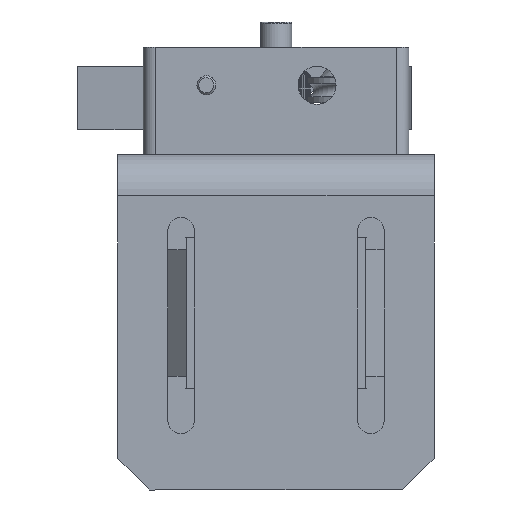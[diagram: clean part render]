
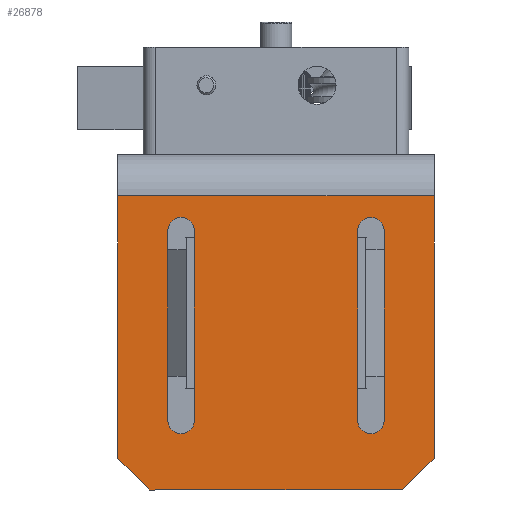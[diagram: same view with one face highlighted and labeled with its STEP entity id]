
A CAD part, front view. The second image highlights one B-rep face of the part: STEP entity #26878.
In plain terms, the highlighted face is planar.
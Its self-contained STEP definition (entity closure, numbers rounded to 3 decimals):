
#25747=CARTESIAN_POINT('Vertex',(-9.9,15.,0.)) ;
#25750=CARTESIAN_POINT('Axis2P3D Location',(-12.,15.,0.)) ;
#25754=CARTESIAN_POINT('Vertex',(-12.,17.1,0.)) ;
#25774=CARTESIAN_POINT('Line Origine',(-27.,17.1,0.)) ;
#25778=CARTESIAN_POINT('Vertex',(-42.,17.1,0.)) ;
#25945=CARTESIAN_POINT('Axis2P3D Location',(-42.,15.,0.)) ;
#25949=CARTESIAN_POINT('Vertex',(-44.1,15.,0.)) ;
#25951=CARTESIAN_POINT('Vertex',(-42.,12.9,0.)) ;
#25959=CARTESIAN_POINT('Axis2P3D Location',(-42.,15.,0.)) ;
#25982=CARTESIAN_POINT('Vertex',(-48.,25.,0.)) ;
#25985=CARTESIAN_POINT('Line Origine',(-27.25,25.,0.)) ;
#25989=CARTESIAN_POINT('Vertex',(-6.5,25.,0.)) ;
#26009=CARTESIAN_POINT('Line Origine',(-53.,0.,0.)) ;
#26013=CARTESIAN_POINT('Vertex',(-53.,20.,0.)) ;
#26015=CARTESIAN_POINT('Vertex',(-53.,-20.,0.)) ;
#26046=CARTESIAN_POINT('Vertex',(-6.5,-25.,0.)) ;
#26061=CARTESIAN_POINT('Line Origine',(-6.5,25.,0.)) ;
#26633=CARTESIAN_POINT('Vertex',(-12.,-12.9,0.)) ;
#26636=CARTESIAN_POINT('Line Origine',(-27.,-12.9,0.)) ;
#26640=CARTESIAN_POINT('Vertex',(-42.,-12.9,0.)) ;
#26660=CARTESIAN_POINT('Axis2P3D Location',(-42.,-15.,0.)) ;
#26664=CARTESIAN_POINT('Vertex',(-44.1,-15.,0.)) ;
#26666=CARTESIAN_POINT('Vertex',(-42.,-17.1,0.)) ;
#26674=CARTESIAN_POINT('Axis2P3D Location',(-42.,-15.,0.)) ;
#26693=CARTESIAN_POINT('Line Origine',(-27.,-17.1,0.)) ;
#26697=CARTESIAN_POINT('Vertex',(-12.,-17.1,0.)) ;
#26721=CARTESIAN_POINT('Vertex',(-9.9,-15.,0.)) ;
#26724=CARTESIAN_POINT('Axis2P3D Location',(-12.,-15.,0.)) ;
#26736=CARTESIAN_POINT('Axis2P3D Location',(-12.,-15.,0.)) ;
#26753=CARTESIAN_POINT('Line Origine',(-27.,12.9,0.)) ;
#26757=CARTESIAN_POINT('Vertex',(-12.,12.9,0.)) ;
#26777=CARTESIAN_POINT('Line Origine',(-50.5,22.5,0.)) ;
#26801=CARTESIAN_POINT('Line Origine',(-27.25,-25.,0.)) ;
#26805=CARTESIAN_POINT('Vertex',(-48.,-25.,0.)) ;
#26825=CARTESIAN_POINT('Line Origine',(-50.5,-22.5,0.)) ;
#26837=CARTESIAN_POINT('Axis2P3D Location',(-12.,15.,0.)) ;
#26849=CARTESIAN_POINT('Axis2P3D Location',(0.,25.,0.)) ;
#25751=DIRECTION('Axis2P3D Direction',(0.,-0.,1.)) ;
#25775=DIRECTION('Vector Direction',(-1.,0.,0.)) ;
#25946=DIRECTION('Axis2P3D Direction',(0.,-0.,1.)) ;
#25960=DIRECTION('Axis2P3D Direction',(0.,-0.,1.)) ;
#25986=DIRECTION('Vector Direction',(-1.,0.,0.)) ;
#26010=DIRECTION('Vector Direction',(0.,-1.,0.)) ;
#26062=DIRECTION('Vector Direction',(0.,-1.,0.)) ;
#26637=DIRECTION('Vector Direction',(-1.,0.,0.)) ;
#26661=DIRECTION('Axis2P3D Direction',(0.,-0.,1.)) ;
#26675=DIRECTION('Axis2P3D Direction',(0.,-0.,1.)) ;
#26694=DIRECTION('Vector Direction',(1.,0.,0.)) ;
#26725=DIRECTION('Axis2P3D Direction',(0.,-0.,1.)) ;
#26737=DIRECTION('Axis2P3D Direction',(0.,-0.,1.)) ;
#26754=DIRECTION('Vector Direction',(1.,0.,0.)) ;
#26778=DIRECTION('Vector Direction',(-0.707,-0.707,0.)) ;
#26802=DIRECTION('Vector Direction',(-1.,0.,0.)) ;
#26826=DIRECTION('Vector Direction',(0.707,-0.707,0.)) ;
#26838=DIRECTION('Axis2P3D Direction',(0.,-0.,1.)) ;
#26850=DIRECTION('Axis2P3D Direction',(0.,-0.,1.)) ;
#26851=DIRECTION('Axis2P3D XDirection',(1.,0.,0.)) ;
#25752=AXIS2_PLACEMENT_3D('Circle Axis2P3D',#25750,#25751,$) ;
#25947=AXIS2_PLACEMENT_3D('Circle Axis2P3D',#25945,#25946,$) ;
#25961=AXIS2_PLACEMENT_3D('Circle Axis2P3D',#25959,#25960,$) ;
#26662=AXIS2_PLACEMENT_3D('Circle Axis2P3D',#26660,#26661,$) ;
#26676=AXIS2_PLACEMENT_3D('Circle Axis2P3D',#26674,#26675,$) ;
#26726=AXIS2_PLACEMENT_3D('Circle Axis2P3D',#26724,#26725,$) ;
#26738=AXIS2_PLACEMENT_3D('Circle Axis2P3D',#26736,#26737,$) ;
#26839=AXIS2_PLACEMENT_3D('Circle Axis2P3D',#26837,#26838,$) ;
#26852=AXIS2_PLACEMENT_3D('Plane Axis2P3D',#26849,#26850,#26851) ;
#26855=ORIENTED_EDGE('',*,*,#25991,.T.) ;
#26856=ORIENTED_EDGE('',*,*,#26781,.T.) ;
#26857=ORIENTED_EDGE('',*,*,#26017,.T.) ;
#26858=ORIENTED_EDGE('',*,*,#26829,.T.) ;
#26859=ORIENTED_EDGE('',*,*,#26807,.F.) ;
#26860=ORIENTED_EDGE('',*,*,#26065,.F.) ;
#26863=ORIENTED_EDGE('',*,*,#25953,.F.) ;
#26864=ORIENTED_EDGE('',*,*,#25963,.F.) ;
#26865=ORIENTED_EDGE('',*,*,#25780,.F.) ;
#26866=ORIENTED_EDGE('',*,*,#25756,.F.) ;
#26867=ORIENTED_EDGE('',*,*,#26841,.F.) ;
#26868=ORIENTED_EDGE('',*,*,#26759,.F.) ;
#26871=ORIENTED_EDGE('',*,*,#26668,.F.) ;
#26872=ORIENTED_EDGE('',*,*,#26678,.F.) ;
#26873=ORIENTED_EDGE('',*,*,#26642,.F.) ;
#26874=ORIENTED_EDGE('',*,*,#26740,.F.) ;
#26875=ORIENTED_EDGE('',*,*,#26728,.F.) ;
#26876=ORIENTED_EDGE('',*,*,#26699,.F.) ;
#26869=FACE_BOUND('',#26862,.T.) ;
#26877=FACE_BOUND('',#26870,.T.) ;
#25776=VECTOR('Line Direction',#25775,1.) ;
#25987=VECTOR('Line Direction',#25986,1.) ;
#26011=VECTOR('Line Direction',#26010,1.) ;
#26063=VECTOR('Line Direction',#26062,1.) ;
#26638=VECTOR('Line Direction',#26637,1.) ;
#26695=VECTOR('Line Direction',#26694,1.) ;
#26755=VECTOR('Line Direction',#26754,1.) ;
#26779=VECTOR('Line Direction',#26778,1.) ;
#26803=VECTOR('Line Direction',#26802,1.) ;
#26827=VECTOR('Line Direction',#26826,1.) ;
#26878=ADVANCED_FACE('Cut-Extrude2',(#26861,#26869,#26877),#26853,.T.) ;
#25753=CIRCLE('generated circle',#25752,2.1) ;
#25948=CIRCLE('generated circle',#25947,2.1) ;
#25962=CIRCLE('generated circle',#25961,2.1) ;
#26663=CIRCLE('generated circle',#26662,2.1) ;
#26677=CIRCLE('generated circle',#26676,2.1) ;
#26727=CIRCLE('generated circle',#26726,2.1) ;
#26739=CIRCLE('generated circle',#26738,2.1) ;
#26840=CIRCLE('generated circle',#26839,2.1) ;
#25756=EDGE_CURVE('',#25748,#25755,#25753,.T.) ;
#25780=EDGE_CURVE('',#25755,#25779,#25777,.T.) ;
#25953=EDGE_CURVE('',#25950,#25952,#25948,.T.) ;
#25963=EDGE_CURVE('',#25779,#25950,#25962,.T.) ;
#25991=EDGE_CURVE('',#25990,#25983,#25988,.T.) ;
#26017=EDGE_CURVE('',#26014,#26016,#26012,.T.) ;
#26065=EDGE_CURVE('',#25990,#26047,#26064,.T.) ;
#26642=EDGE_CURVE('',#26634,#26641,#26639,.T.) ;
#26668=EDGE_CURVE('',#26665,#26667,#26663,.T.) ;
#26678=EDGE_CURVE('',#26641,#26665,#26677,.T.) ;
#26699=EDGE_CURVE('',#26667,#26698,#26696,.T.) ;
#26728=EDGE_CURVE('',#26698,#26722,#26727,.T.) ;
#26740=EDGE_CURVE('',#26722,#26634,#26739,.T.) ;
#26759=EDGE_CURVE('',#25952,#26758,#26756,.T.) ;
#26781=EDGE_CURVE('',#25983,#26014,#26780,.T.) ;
#26807=EDGE_CURVE('',#26047,#26806,#26804,.T.) ;
#26829=EDGE_CURVE('',#26016,#26806,#26828,.T.) ;
#26841=EDGE_CURVE('',#26758,#25748,#26840,.T.) ;
#26854=EDGE_LOOP('',(#26855,#26856,#26857,#26858,#26859,#26860)) ;
#26862=EDGE_LOOP('',(#26863,#26864,#26865,#26866,#26867,#26868)) ;
#26870=EDGE_LOOP('',(#26871,#26872,#26873,#26874,#26875,#26876)) ;
#26861=FACE_OUTER_BOUND('',#26854,.T.) ;
#25777=LINE('Line',#25774,#25776) ;
#25988=LINE('Line',#25985,#25987) ;
#26012=LINE('Line',#26009,#26011) ;
#26064=LINE('Line',#26061,#26063) ;
#26639=LINE('Line',#26636,#26638) ;
#26696=LINE('Line',#26693,#26695) ;
#26756=LINE('Line',#26753,#26755) ;
#26780=LINE('Line',#26777,#26779) ;
#26804=LINE('Line',#26801,#26803) ;
#26828=LINE('Line',#26825,#26827) ;
#26853=PLANE('',#26852) ;
#25748=VERTEX_POINT('',#25747) ;
#25755=VERTEX_POINT('',#25754) ;
#25779=VERTEX_POINT('',#25778) ;
#25950=VERTEX_POINT('',#25949) ;
#25952=VERTEX_POINT('',#25951) ;
#25983=VERTEX_POINT('',#25982) ;
#25990=VERTEX_POINT('',#25989) ;
#26014=VERTEX_POINT('',#26013) ;
#26016=VERTEX_POINT('',#26015) ;
#26047=VERTEX_POINT('',#26046) ;
#26634=VERTEX_POINT('',#26633) ;
#26641=VERTEX_POINT('',#26640) ;
#26665=VERTEX_POINT('',#26664) ;
#26667=VERTEX_POINT('',#26666) ;
#26698=VERTEX_POINT('',#26697) ;
#26722=VERTEX_POINT('',#26721) ;
#26758=VERTEX_POINT('',#26757) ;
#26806=VERTEX_POINT('',#26805) ;
